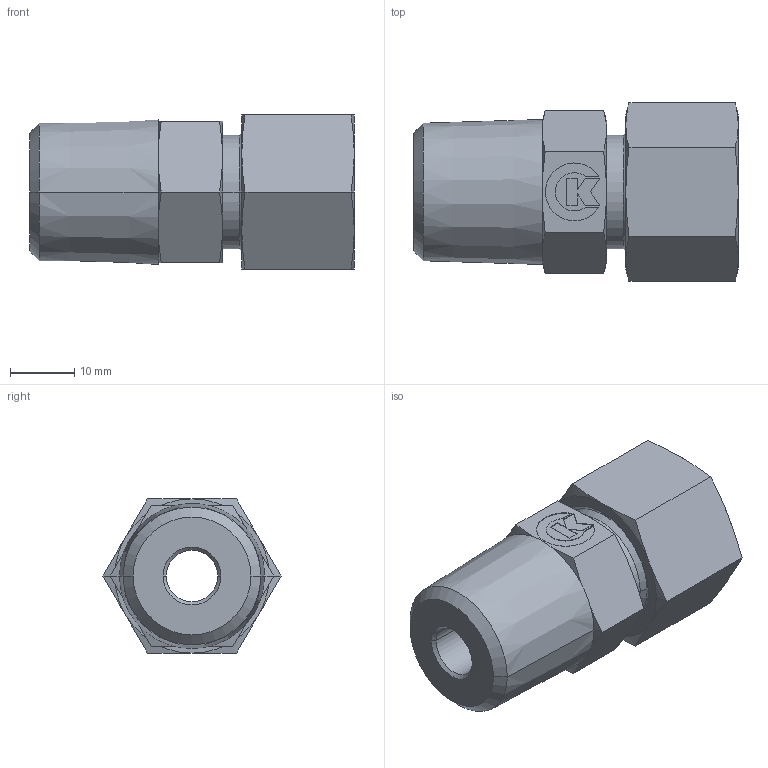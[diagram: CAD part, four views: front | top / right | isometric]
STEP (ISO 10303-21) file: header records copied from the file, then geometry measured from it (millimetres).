
FILE_DESCRIPTION( ( '' ), '1' );
FILE_NAME( '1881248.stp', '2012-08-03T11:28:58', ( '' ), ( '' ), ' ', ' ', ' ' );
FILE_SCHEMA( ( 'CONFIG_CONTROL_DESIGN' ) );
Length unit declared in the file: millimetre
Products named in the file (3): 1; 2; 3
Bounding box: 50.5 x 27.71 x 24 mm (x, y, z)
Volume: 17581.7 mm3; surface area: 8566 mm2
Topology: 3 solids, 3 shells, 129 faces, 293 edges, 177 vertices
Faces by surface type: cone 54, plane 51, cylinder 24
Entity records: 3664 total; most frequent: CARTESIAN_POINT 698, DIRECTION 610, ORIENTED_EDGE 586, EDGE_CURVE 293, AXIS2_PLACEMENT_3D 233, VERTEX_POINT 177, LINE 144, VECTOR 144
